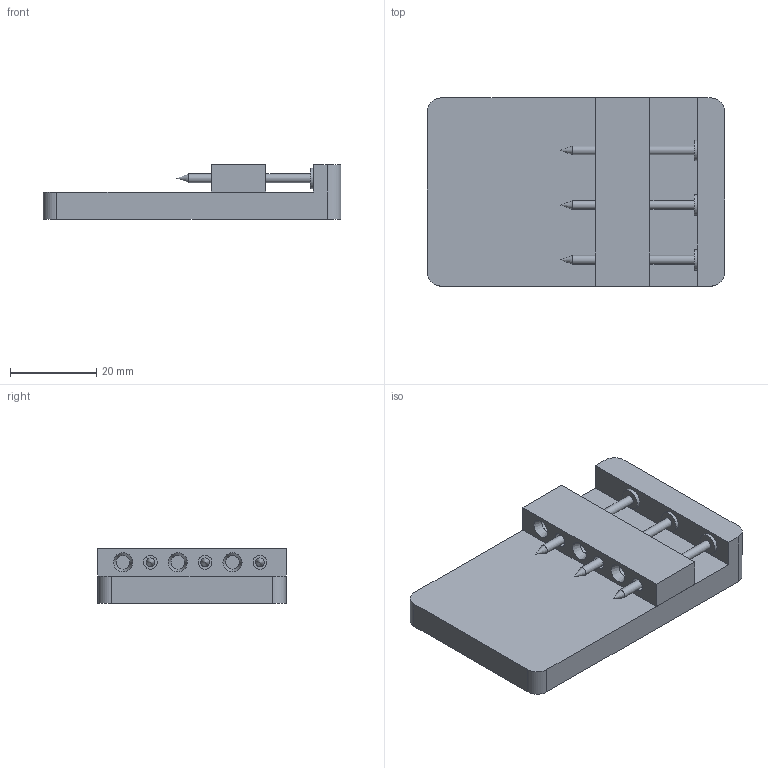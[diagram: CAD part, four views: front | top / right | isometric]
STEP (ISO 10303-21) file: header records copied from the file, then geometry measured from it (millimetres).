
FILE_DESCRIPTION(/* description */ (''),/* implementation_level */ '2;1');
FILE_NAME(/* name */ 'Lid_Assy.stp',/* time_stamp */ '2017-10-14T10:35:16-04:00',/* author */ ('Mark'),/* organization */ (''),/* preprocessor_version */ 'ST-DEVELOPER v16.1',/* originating_system */ 'Autodesk Inventor 2016',/* authorisation */ '');
FILE_SCHEMA (('AUTOMOTIVE_DESIGN { 1 0 10303 214 3 1 1 }'));
Length unit declared in the file: inch
Products named in the file (4): lid; nail_block1; nail; Lid_Assy
Assembly tree (5 placements, depth 2):
  Lid_Assy
    lid
    nail_block1
    nail  x3
Bounding box: 69.06 x 43.66 x 12.7 mm (x, y, z)
Volume: 22585.6 mm3; surface area: 11714.9 mm2
Topology: 5 solids, 5 shells, 98 faces, 220 edges, 130 vertices
Faces by surface type: cylinder 36, plane 30, bspline 16, torus 10, cone 6
Full cylindrical faces by diameter (mm): 2.032 x3, 3.175 x6, 4.508 x2, 4.762 x5
Entity records: 2846 total; most frequent: CARTESIAN_POINT 909, DIRECTION 394, ORIENTED_EDGE 342, EDGE_CURVE 171, AXIS2_PLACEMENT_3D 166, EDGE_LOOP 124, VERTEX_POINT 113, FACE_OUTER_BOUND 88
